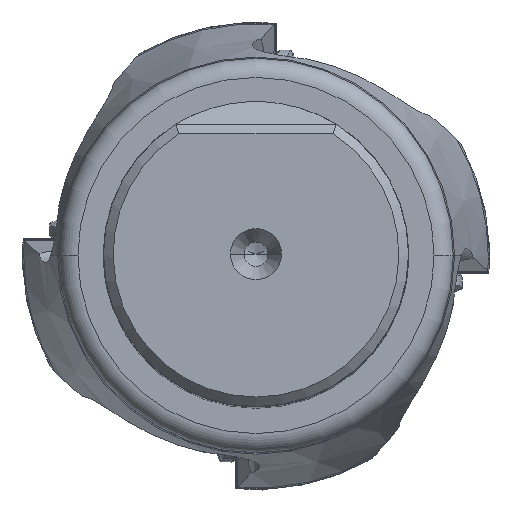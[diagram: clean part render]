
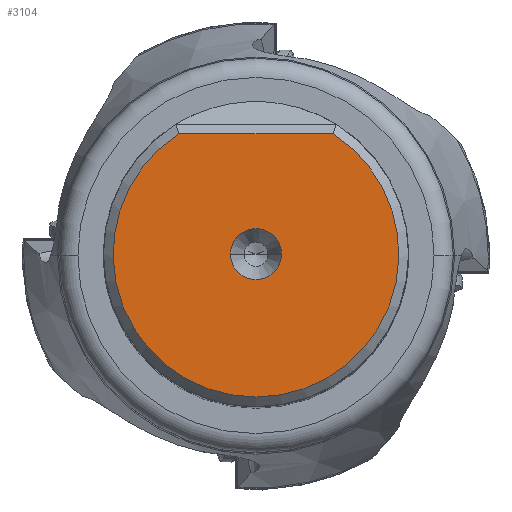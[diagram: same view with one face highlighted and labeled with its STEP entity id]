
A CAD part, top view. The second image highlights one B-rep face of the part: STEP entity #3104.
In plain terms, the highlighted planar face has unit normal (0, 0, 1).
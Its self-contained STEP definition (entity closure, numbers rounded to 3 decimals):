
#1131=LINE('',#19000,#1848);
#1848=VECTOR('',#13775,1.);
#3104=ADVANCED_FACE('',(#3838,#3839),#3643,.T.);
#3643=PLANE('',#12059);
#3838=FACE_BOUND('',#4053,.T.);
#3839=FACE_BOUND('',#4054,.T.);
#4053=EDGE_LOOP('',(#5496,#5497,#5498));
#4054=EDGE_LOOP('',(#5499,#5500));
#5496=ORIENTED_EDGE('',*,*,#9654,.F.);
#5497=ORIENTED_EDGE('',*,*,#9653,.F.);
#5498=ORIENTED_EDGE('',*,*,#9646,.T.);
#5499=ORIENTED_EDGE('',*,*,#9655,.F.);
#5500=ORIENTED_EDGE('',*,*,#9656,.F.);
#8370=VERTEX_POINT('',#19001);
#8371=VERTEX_POINT('',#19002);
#8375=VERTEX_POINT('',#19024);
#8376=VERTEX_POINT('',#19028);
#8377=VERTEX_POINT('',#19029);
#9646=EDGE_CURVE('',#8370,#8371,#1131,.T.);
#9653=EDGE_CURVE('',#8370,#8375,#10915,.T.);
#9654=EDGE_CURVE('',#8375,#8371,#10916,.T.);
#9655=EDGE_CURVE('',#8376,#8377,#10917,.T.);
#9656=EDGE_CURVE('',#8377,#8376,#10918,.T.);
#10915=CIRCLE('',#12054,14.84);
#10916=CIRCLE('',#12055,14.84);
#10917=CIRCLE('',#12057,2.65);
#10918=CIRCLE('',#12058,2.65);
#12054=AXIS2_PLACEMENT_3D('',#19023,#13786,#13787);
#12055=AXIS2_PLACEMENT_3D('',#19025,#13788,#13789);
#12057=AXIS2_PLACEMENT_3D('',#19027,#13792,#13793);
#12058=AXIS2_PLACEMENT_3D('',#19030,#13794,#13795);
#12059=AXIS2_PLACEMENT_3D('',#19031,#13796,#13797);
#13775=DIRECTION('',(-1.,0.,0.));
#13786=DIRECTION('',(0.,0.,-1.));
#13787=DIRECTION('',(0.541,0.841,0.));
#13788=DIRECTION('',(0.,0.,-1.));
#13789=DIRECTION('',(0.,-1.,0.));
#13792=DIRECTION('',(0.,0.,1.));
#13793=DIRECTION('',(1.,0.,0.));
#13794=DIRECTION('',(0.,0.,1.));
#13795=DIRECTION('',(-1.,0.,0.));
#13796=DIRECTION('',(0.,0.,1.));
#13797=DIRECTION('',(1.,0.,0.));
#19000=CARTESIAN_POINT('',(8.022,12.485,0.));
#19001=CARTESIAN_POINT('',(8.022,12.485,0.));
#19002=CARTESIAN_POINT('',(-8.022,12.485,0.));
#19023=CARTESIAN_POINT('',(0.,0.,0.));
#19024=CARTESIAN_POINT('',(0.,-14.84,0.));
#19025=CARTESIAN_POINT('',(0.,0.,0.));
#19027=CARTESIAN_POINT('',(0.,0.,0.));
#19028=CARTESIAN_POINT('',(2.65,0.,0.));
#19029=CARTESIAN_POINT('',(-2.65,0.,0.));
#19030=CARTESIAN_POINT('',(0.,0.,0.));
#19031=CARTESIAN_POINT('',(0.,-1.177,0.));
